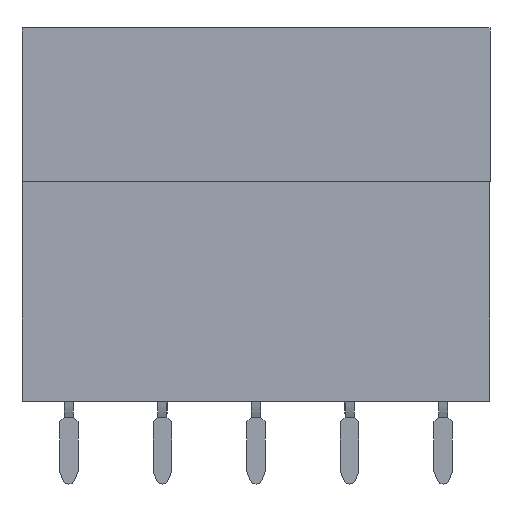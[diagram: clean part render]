
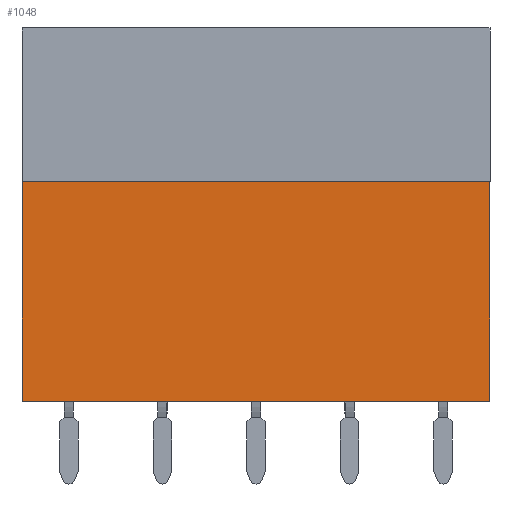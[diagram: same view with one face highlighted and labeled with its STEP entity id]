
A CAD part, front view. The second image highlights one B-rep face of the part: STEP entity #1048.
In plain terms, the highlighted planar face has unit normal (0, -1, 0).
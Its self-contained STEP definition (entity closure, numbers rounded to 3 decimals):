
#1035=AXIS2_PLACEMENT_3D('Plane Axis2P3D',#1032,#1033,#1034) ;
#187=CARTESIAN_POINT('Vertex',(0.,0.,4.5)) ;
#190=CARTESIAN_POINT('Line Origine',(0.,0.,10.45)) ;
#194=CARTESIAN_POINT('Vertex',(0.,0.,16.4)) ;
#263=CARTESIAN_POINT('Line Origine',(25.4,0.,10.45)) ;
#267=CARTESIAN_POINT('Vertex',(25.4,0.,4.5)) ;
#269=CARTESIAN_POINT('Vertex',(25.4,0.,16.4)) ;
#679=CARTESIAN_POINT('Line Origine',(12.7,0.,4.5)) ;
#1032=CARTESIAN_POINT('Axis2P3D Location',(5.08,0.,1.3)) ;
#1037=CARTESIAN_POINT('Line Origine',(12.7,0.,16.4)) ;
#191=DIRECTION('Vector Direction',(0.,0.,1.)) ;
#264=DIRECTION('Vector Direction',(0.,0.,1.)) ;
#680=DIRECTION('Vector Direction',(-1.,0.,0.)) ;
#1033=DIRECTION('Axis2P3D Direction',(0.,1.,-0.)) ;
#1034=DIRECTION('Axis2P3D XDirection',(-1.,0.,0.)) ;
#1038=DIRECTION('Vector Direction',(1.,0.,0.)) ;
#192=VECTOR('Line Direction',#191,1.) ;
#265=VECTOR('Line Direction',#264,1.) ;
#681=VECTOR('Line Direction',#680,1.) ;
#1039=VECTOR('Line Direction',#1038,1.) ;
#1043=ORIENTED_EDGE('',*,*,#271,.T.) ;
#1044=ORIENTED_EDGE('',*,*,#1041,.F.) ;
#1045=ORIENTED_EDGE('',*,*,#196,.F.) ;
#1046=ORIENTED_EDGE('',*,*,#683,.F.) ;
#1048=ADVANCED_FACE('BLL 5.08/05/180 3.2 SN OR 1630740000',(#1047),#1036,.F.) ;
#196=EDGE_CURVE('',#188,#195,#193,.T.) ;
#271=EDGE_CURVE('',#268,#270,#266,.T.) ;
#683=EDGE_CURVE('',#268,#188,#682,.T.) ;
#1041=EDGE_CURVE('',#195,#270,#1040,.T.) ;
#1042=EDGE_LOOP('',(#1043,#1044,#1045,#1046)) ;
#1047=FACE_OUTER_BOUND('',#1042,.T.) ;
#193=LINE('Line',#190,#192) ;
#266=LINE('Line',#263,#265) ;
#682=LINE('Line',#679,#681) ;
#1040=LINE('Line',#1037,#1039) ;
#1036=PLANE('',#1035) ;
#188=VERTEX_POINT('',#187) ;
#195=VERTEX_POINT('',#194) ;
#268=VERTEX_POINT('',#267) ;
#270=VERTEX_POINT('',#269) ;
